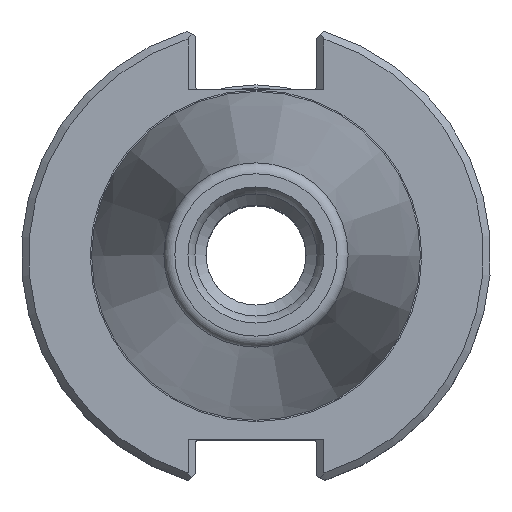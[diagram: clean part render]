
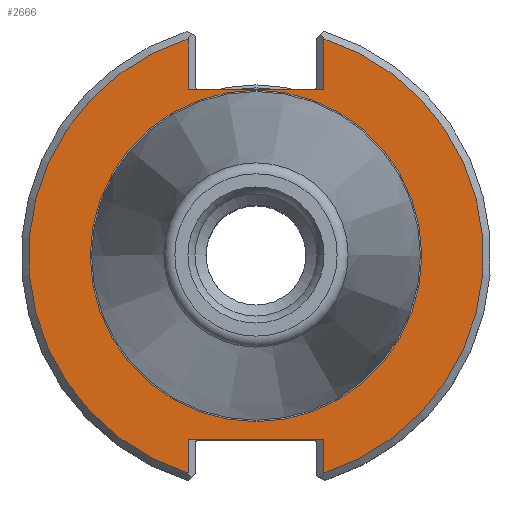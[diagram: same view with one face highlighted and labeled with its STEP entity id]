
A CAD part, top view. The second image highlights one B-rep face of the part: STEP entity #2666.
In plain terms, the highlighted planar face has unit normal (0, 0, 1).
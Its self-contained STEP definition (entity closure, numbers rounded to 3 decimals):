
#149=LINE('',#3964,#213);
#150=LINE('',#3966,#214);
#151=LINE('',#3968,#215);
#152=LINE('',#3972,#216);
#153=LINE('',#3974,#217);
#154=LINE('',#3976,#218);
#213=VECTOR('',#3132,1000.);
#214=VECTOR('',#3133,1000.);
#215=VECTOR('',#3134,1000.);
#216=VECTOR('',#3137,1000.);
#217=VECTOR('',#3138,1000.);
#218=VECTOR('',#3139,1000.);
#274=CIRCLE('',#2823,22.413);
#275=CIRCLE('',#2825,30.75);
#276=CIRCLE('',#2826,30.75);
#498=ORIENTED_EDGE('',*,*,#959,.T.);
#499=ORIENTED_EDGE('',*,*,#960,.T.);
#500=ORIENTED_EDGE('',*,*,#961,.F.);
#501=ORIENTED_EDGE('',*,*,#962,.T.);
#502=ORIENTED_EDGE('',*,*,#963,.T.);
#503=ORIENTED_EDGE('',*,*,#964,.T.);
#504=ORIENTED_EDGE('',*,*,#965,.F.);
#505=ORIENTED_EDGE('',*,*,#966,.T.);
#506=ORIENTED_EDGE('',*,*,#958,.F.);
#958=EDGE_CURVE('',#1182,#1182,#274,.T.);
#959=EDGE_CURVE('',#1183,#1184,#275,.T.);
#960=EDGE_CURVE('',#1184,#1185,#149,.T.);
#961=EDGE_CURVE('',#1186,#1185,#150,.T.);
#962=EDGE_CURVE('',#1186,#1187,#151,.T.);
#963=EDGE_CURVE('',#1187,#1188,#276,.T.);
#964=EDGE_CURVE('',#1188,#1189,#152,.T.);
#965=EDGE_CURVE('',#1190,#1189,#153,.T.);
#966=EDGE_CURVE('',#1190,#1183,#154,.T.);
#1182=VERTEX_POINT('',#3959);
#1183=VERTEX_POINT('',#3962);
#1184=VERTEX_POINT('',#3963);
#1185=VERTEX_POINT('',#3965);
#1186=VERTEX_POINT('',#3967);
#1187=VERTEX_POINT('',#3969);
#1188=VERTEX_POINT('',#3971);
#1189=VERTEX_POINT('',#3973);
#1190=VERTEX_POINT('',#3975);
#1402=EDGE_LOOP('',(#498,#499,#500,#501,#502,#503,#504,#505));
#1403=EDGE_LOOP('',(#506));
#1586=FACE_BOUND('',#1402,.T.);
#1587=FACE_BOUND('',#1403,.T.);
#1748=PLANE('',#2824);
#2666=ADVANCED_FACE('',(#1586,#1587),#1748,.T.);
#2823=AXIS2_PLACEMENT_3D('',#3958,#3126,#3127);
#2824=AXIS2_PLACEMENT_3D('',#3960,#3128,#3129);
#2825=AXIS2_PLACEMENT_3D('',#3961,#3130,#3131);
#2826=AXIS2_PLACEMENT_3D('',#3970,#3135,#3136);
#3126=DIRECTION('',(0.,0.,1.));
#3127=DIRECTION('',(1.,0.,0.));
#3128=DIRECTION('',(0.,0.,1.));
#3129=DIRECTION('',(1.,0.,0.));
#3130=DIRECTION('',(0.,0.,1.));
#3131=DIRECTION('',(1.,0.,0.));
#3132=DIRECTION('',(0.,1.,0.));
#3133=DIRECTION('',(-1.,0.,0.));
#3134=DIRECTION('',(0.,-1.,0.));
#3135=DIRECTION('',(0.,0.,1.));
#3136=DIRECTION('',(1.,0.,0.));
#3137=DIRECTION('',(0.,-1.,0.));
#3138=DIRECTION('',(1.,0.,0.));
#3139=DIRECTION('',(0.,1.,0.));
#3958=CARTESIAN_POINT('',(0.,0.,-3.17));
#3959=CARTESIAN_POINT('',(22.413,0.,-3.17));
#3960=CARTESIAN_POINT('',(22.413,0.,-3.17));
#3961=CARTESIAN_POINT('',(0.,0.,-3.17));
#3962=CARTESIAN_POINT('',(-9.19,29.345,-3.17));
#3963=CARTESIAN_POINT('',(-9.19,-29.345,-3.17));
#3964=CARTESIAN_POINT('',(-9.19,-24.87,-3.17));
#3965=CARTESIAN_POINT('',(-9.19,-24.87,-3.17));
#3966=CARTESIAN_POINT('',(8.19,-24.87,-3.17));
#3967=CARTESIAN_POINT('',(9.19,-24.87,-3.17));
#3968=CARTESIAN_POINT('',(9.19,-30.831,-3.17));
#3969=CARTESIAN_POINT('',(9.19,-29.345,-3.17));
#3970=CARTESIAN_POINT('',(0.,0.,-3.17));
#3971=CARTESIAN_POINT('',(9.19,29.345,-3.17));
#3972=CARTESIAN_POINT('',(9.19,22.46,-3.17));
#3973=CARTESIAN_POINT('',(9.19,22.46,-3.17));
#3974=CARTESIAN_POINT('',(-8.19,22.46,-3.17));
#3975=CARTESIAN_POINT('',(-9.19,22.46,-3.17));
#3976=CARTESIAN_POINT('',(-9.19,30.831,-3.17));
